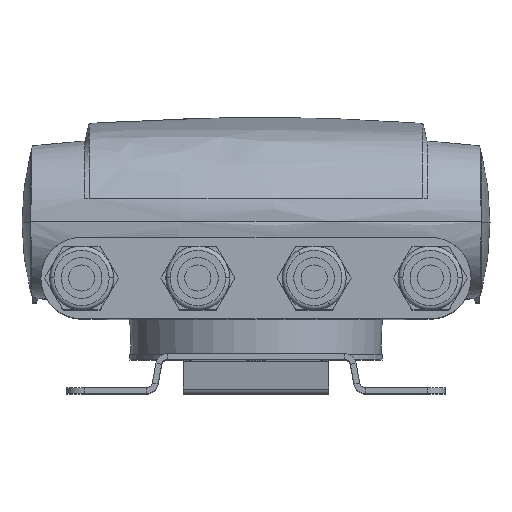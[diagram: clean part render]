
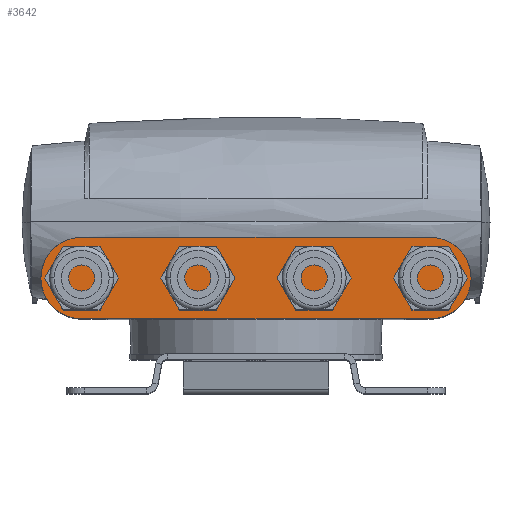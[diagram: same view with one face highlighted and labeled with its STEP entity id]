
A CAD part, top view. The second image highlights one B-rep face of the part: STEP entity #3642.
In plain terms, the highlighted planar face has unit normal (0, 0, 1).
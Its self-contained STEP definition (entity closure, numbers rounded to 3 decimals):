
#2561 = AXIS2_PLACEMENT_3D ( 'NONE', #7362, #7371, #7372 ) ;
#3328 = EDGE_CURVE ( 'NONE', #10450, #10222, #18885, .T. ) ;
#3642 = ADVANCED_FACE ( 'NONE', ( #19386 ), #7369, .F. ) ;
#4033 = CARTESIAN_POINT ( 'NONE',  ( -74., -19.5, 110. ) ) ;
#4256 = CARTESIAN_POINT ( 'NONE',  ( -60., -33.5, 110. ) ) ;
#4281 = CARTESIAN_POINT ( 'NONE',  ( -60., -5.5, 110. ) ) ;
#4313 = CARTESIAN_POINT ( 'NONE',  ( 60., -5.5, 110. ) ) ;
#4848 = CARTESIAN_POINT ( 'NONE',  ( -117.3, -33.5, 110. ) ) ;
#4849 = DIRECTION ( 'NONE',  ( -1., 0., 0. ) ) ;
#4924 = CARTESIAN_POINT ( 'NONE',  ( 60., -19.5, 110. ) ) ;
#4925 = DIRECTION ( 'NONE',  ( 0., 0., 1. ) ) ;
#4926 = DIRECTION ( 'NONE',  ( -1., 0., 0. ) ) ;
#5087 = CARTESIAN_POINT ( 'NONE',  ( 60., -33.5, 110. ) ) ;
#6538 = EDGE_CURVE ( 'NONE', #10222, #10475, #18493, .T. ) ;
#6613 = EDGE_CURVE ( 'NONE', #10516, #10475, #18617, .T. ) ;
#6655 = EDGE_CURVE ( 'NONE', #9906, #10450, #18686, .T. ) ;
#6675 = EDGE_CURVE ( 'NONE', #9906, #10516, #18719, .T. ) ;
#7362 = CARTESIAN_POINT ( 'NONE',  ( -117.3, -19.5, 110. ) ) ;
#7369 = PLANE ( 'NONE',  #2561 ) ;
#7371 = DIRECTION ( 'NONE',  ( 0., 0., -1. ) ) ;
#7372 = DIRECTION ( 'NONE',  ( -1., 0., 0. ) ) ;
#9035 = EDGE_LOOP ( 'NONE', ( #11025, #11019, #11022, #11024, #11014 ) ) ;
#9906 = VERTEX_POINT ( 'NONE', #5087 ) ;
#10222 = VERTEX_POINT ( 'NONE', #4033 ) ;
#10450 = VERTEX_POINT ( 'NONE', #4256 ) ;
#10475 = VERTEX_POINT ( 'NONE', #4281 ) ;
#10516 = VERTEX_POINT ( 'NONE', #4313 ) ;
#11014 = ORIENTED_EDGE ( 'NONE', *, *, #6538, .F. ) ;
#11019 = ORIENTED_EDGE ( 'NONE', *, *, #6655, .F. ) ;
#11022 = ORIENTED_EDGE ( 'NONE', *, *, #6675, .T. ) ;
#11024 = ORIENTED_EDGE ( 'NONE', *, *, #6613, .T. ) ;
#11025 = ORIENTED_EDGE ( 'NONE', *, *, #3328, .F. ) ;
#11422 = CARTESIAN_POINT ( 'NONE',  ( -60., -19.5, 110. ) ) ;
#11423 = DIRECTION ( 'NONE',  ( 0., 0., -1. ) ) ;
#11424 = DIRECTION ( 'NONE',  ( -1., 0., 0. ) ) ;
#11590 = CARTESIAN_POINT ( 'NONE',  ( -117.3, -5.5, 110. ) ) ;
#11591 = DIRECTION ( 'NONE',  ( -1., 0., 0. ) ) ;
#12431 = AXIS2_PLACEMENT_3D ( 'NONE', #11422, #11423, #11424 ) ;
#12474 = AXIS2_PLACEMENT_3D ( 'NONE', #4924, #4925, #4926 ) ;
#14159 = CARTESIAN_POINT ( 'NONE',  ( -60., -19.5, 110. ) ) ;
#14160 = DIRECTION ( 'NONE',  ( 0., 0., -1. ) ) ;
#14161 = DIRECTION ( 'NONE',  ( -1., 0., 0. ) ) ;
#18493 = CIRCLE ( 'NONE', #12431, 14. ) ;
#18617 = LINE ( 'NONE', #11590, #18619 ) ;
#18619 = VECTOR ( 'NONE', #11591, 1000. ) ;
#18686 = LINE ( 'NONE', #4848, #18689 ) ;
#18689 = VECTOR ( 'NONE', #4849, 1000. ) ;
#18719 = CIRCLE ( 'NONE', #12474, 14. ) ;
#18885 = CIRCLE ( 'NONE', #19845, 14. ) ;
#19386 = FACE_OUTER_BOUND ( 'NONE', #9035, .T. ) ;
#19845 = AXIS2_PLACEMENT_3D ( 'NONE', #14159, #14160, #14161 ) ;
